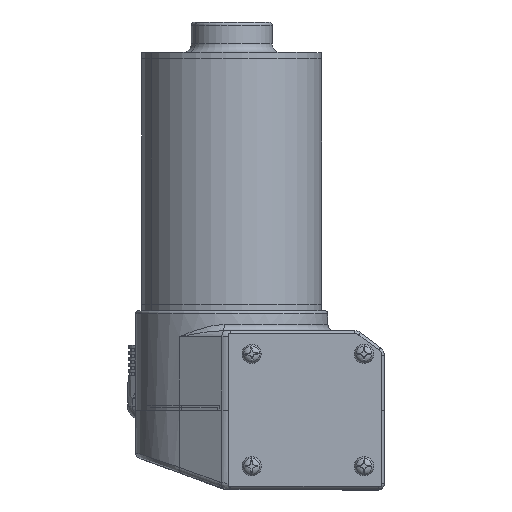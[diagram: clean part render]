
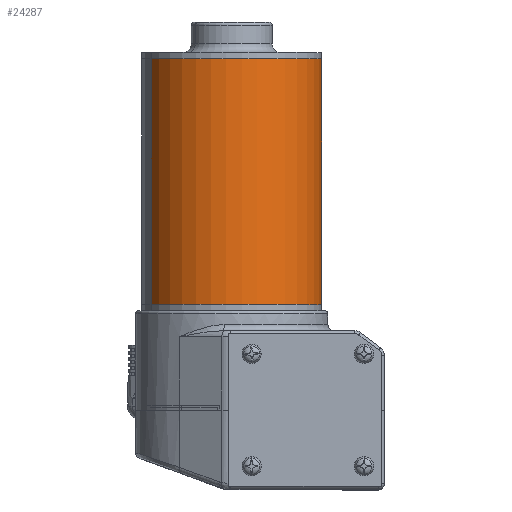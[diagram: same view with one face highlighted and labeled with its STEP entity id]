
A CAD part, top view. The second image highlights one B-rep face of the part: STEP entity #24287.
In plain terms, the highlighted cylindrical face has radius 29.5 mm (diameter 59 mm), a partial arc.
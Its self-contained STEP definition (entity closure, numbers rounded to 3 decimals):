
#120 = LINE ( 'NONE', #9184, #18172 ) ;
#542 = ORIENTED_EDGE ( 'NONE', *, *, #8760, .T. ) ;
#628 = CARTESIAN_POINT ( 'NONE',  ( -29.5, 0., 80.5 ) ) ;
#1276 = AXIS2_PLACEMENT_3D ( 'NONE', #25447, #11583, #27725 ) ;
#2525 = DIRECTION ( 'NONE',  ( 0., 0., -1. ) ) ;
#2622 = CARTESIAN_POINT ( 'NONE',  ( 0., 0., 80.5 ) ) ;
#2733 = ORIENTED_EDGE ( 'NONE', *, *, #14589, .T. ) ;
#4068 = CIRCLE ( 'NONE', #1276, 29.5 ) ;
#4927 = DIRECTION ( 'NONE',  ( -1., 0., 0. ) ) ;
#5061 = ORIENTED_EDGE ( 'NONE', *, *, #27464, .F. ) ;
#7398 = EDGE_LOOP ( 'NONE', ( #5061, #2733, #542, #19310 ) ) ;
#7413 = VERTEX_POINT ( 'NONE', #628 ) ;
#8760 = EDGE_CURVE ( 'NONE', #14498, #16828, #15400, .T. ) ;
#9184 = CARTESIAN_POINT ( 'NONE',  ( -29.5, 0., 80.5 ) ) ;
#9526 = CARTESIAN_POINT ( 'NONE',  ( 29.5, 0., 0. ) ) ;
#9696 = FACE_OUTER_BOUND ( 'NONE', #7398, .T. ) ;
#11384 = DIRECTION ( 'NONE',  ( 0., 0., 1. ) ) ;
#11583 = DIRECTION ( 'NONE',  ( 0., 0., 1. ) ) ;
#14498 = VERTEX_POINT ( 'NONE', #9526 ) ;
#14552 = DIRECTION ( 'NONE',  ( 0., 0., -1. ) ) ;
#14589 = EDGE_CURVE ( 'NONE', #24290, #14498, #26080, .T. ) ;
#15400 = CIRCLE ( 'NONE', #16773, 29.5 ) ;
#16773 = AXIS2_PLACEMENT_3D ( 'NONE', #25246, #11384, #27532 ) ;
#16828 = VERTEX_POINT ( 'NONE', #27121 ) ;
#18172 = VECTOR ( 'NONE', #20865, 1000. ) ;
#19191 = CARTESIAN_POINT ( 'NONE',  ( 29.5, 0., 80.5 ) ) ;
#19298 = VECTOR ( 'NONE', #14552, 1000. ) ;
#19310 = ORIENTED_EDGE ( 'NONE', *, *, #28589, .F. ) ;
#20865 = DIRECTION ( 'NONE',  ( 0., 0., -1. ) ) ;
#23659 = CARTESIAN_POINT ( 'NONE',  ( 29.5, 0., 80.5 ) ) ;
#24287 = ADVANCED_FACE ( 'NONE', ( #9696 ), #27503, .T. ) ;
#24290 = VERTEX_POINT ( 'NONE', #23659 ) ;
#25048 = AXIS2_PLACEMENT_3D ( 'NONE', #2622, #2525, #4927 ) ;
#25246 = CARTESIAN_POINT ( 'NONE',  ( 0., 0., 0. ) ) ;
#25447 = CARTESIAN_POINT ( 'NONE',  ( 0., 0., 80.5 ) ) ;
#26080 = LINE ( 'NONE', #19191, #19298 ) ;
#27121 = CARTESIAN_POINT ( 'NONE',  ( -29.5, 0., 0. ) ) ;
#27464 = EDGE_CURVE ( 'NONE', #24290, #7413, #4068, .T. ) ;
#27503 = CYLINDRICAL_SURFACE ( 'NONE', #25048, 29.5 ) ;
#27532 = DIRECTION ( 'NONE',  ( 1., 0., 0. ) ) ;
#27725 = DIRECTION ( 'NONE',  ( 1., 0., 0. ) ) ;
#28589 = EDGE_CURVE ( 'NONE', #7413, #16828, #120, .T. ) ;
